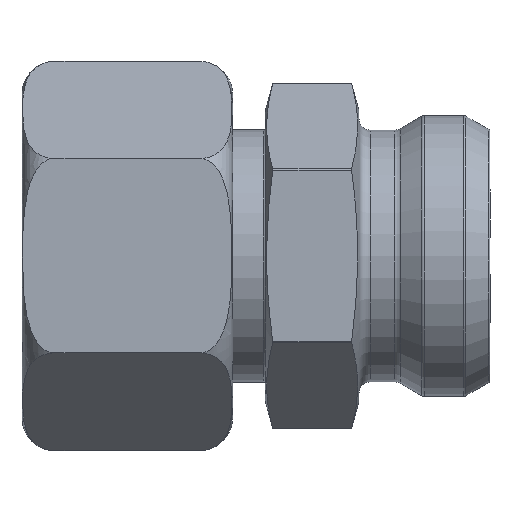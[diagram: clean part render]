
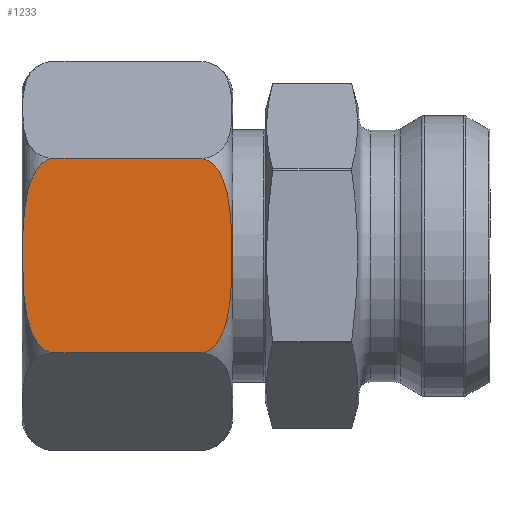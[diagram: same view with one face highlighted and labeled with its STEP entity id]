
A CAD part, top view. The second image highlights one B-rep face of the part: STEP entity #1233.
In plain terms, the highlighted face is planar.
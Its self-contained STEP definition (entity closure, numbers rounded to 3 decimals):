
#564=LINE('',#7434,#756);
#565=LINE('',#7436,#757);
#756=VECTOR('',#5302,1.);
#757=VECTOR('',#5305,1.);
#994=FACE_OUTER_BOUND('',#1880,.T.);
#1233=ADVANCED_FACE('',(#994),#1488,.F.);
#1488=PLANE('',#4971);
#1880=EDGE_LOOP('',(#2392,#2393,#2394,#2395));
#2392=ORIENTED_EDGE('',*,*,#4100,.T.);
#2393=ORIENTED_EDGE('',*,*,#4073,.T.);
#2394=ORIENTED_EDGE('',*,*,#4101,.F.);
#2395=ORIENTED_EDGE('',*,*,#4079,.T.);
#3630=VERTEX_POINT('',#7155);
#3631=VERTEX_POINT('',#7174);
#3636=VERTEX_POINT('',#7270);
#3637=VERTEX_POINT('',#7289);
#4073=EDGE_CURVE('',#3631,#3630,#4710,.T.);
#4079=EDGE_CURVE('',#3637,#3636,#4716,.T.);
#4100=EDGE_CURVE('',#3636,#3631,#564,.T.);
#4101=EDGE_CURVE('',#3637,#3630,#565,.T.);
#4710=B_SPLINE_CURVE_WITH_KNOTS('',3,(#7156,#7157,#7158,#7159,#7160,#7161,
#7162,#7163,#7164,#7165,#7166,#7167,#7168,#7169,#7170,#7171,#7172,#7173),
 .UNSPECIFIED.,.F.,.F.,(4,2,2,2,2,2,2,2,4),(0.,0.062,0.125,
0.25,0.5,0.75,0.875,0.938,1.),.UNSPECIFIED.);
#4716=B_SPLINE_CURVE_WITH_KNOTS('',3,(#7271,#7272,#7273,#7274,#7275,#7276,
#7277,#7278,#7279,#7280,#7281,#7282,#7283,#7284,#7285,#7286,#7287,#7288),
 .UNSPECIFIED.,.F.,.F.,(4,2,2,2,2,2,2,2,4),(0.,0.063,0.125,0.25,0.5,0.75,
0.875,0.938,1.),.UNSPECIFIED.);
#4971=AXIS2_PLACEMENT_3D('',#7437,#5306,#5307);
#5302=DIRECTION('',(-1.,0.,0.));
#5305=DIRECTION('',(-1.,0.,0.));
#5306=DIRECTION('',(0.,-1.,0.));
#5307=DIRECTION('',(0.,0.,-1.));
#7155=CARTESIAN_POINT('',(3.306,18.,10.392));
#7156=CARTESIAN_POINT('',(3.306,18.,-10.392));
#7157=CARTESIAN_POINT('',(2.821,18.,-10.338));
#7158=CARTESIAN_POINT('',(2.376,18.,-10.077));
#7159=CARTESIAN_POINT('',(1.676,18.,-9.395));
#7160=CARTESIAN_POINT('',(1.412,18.,-8.983));
#7161=CARTESIAN_POINT('',(0.766,18.,-7.667));
#7162=CARTESIAN_POINT('',(0.544,18.,-6.723));
#7163=CARTESIAN_POINT('',(0.09,18.,-3.849));
#7164=CARTESIAN_POINT('',(0.072,18.,-1.907));
#7165=CARTESIAN_POINT('',(0.073,18.,1.944));
#7166=CARTESIAN_POINT('',(0.092,18.,3.867));
#7167=CARTESIAN_POINT('',(0.544,18.,6.718));
#7168=CARTESIAN_POINT('',(0.769,18.,7.675));
#7169=CARTESIAN_POINT('',(1.414,18.,8.988));
#7170=CARTESIAN_POINT('',(1.678,18.,9.397));
#7171=CARTESIAN_POINT('',(2.378,18.,10.079));
#7172=CARTESIAN_POINT('',(2.822,18.,10.338));
#7173=CARTESIAN_POINT('',(3.306,18.,10.392));
#7174=CARTESIAN_POINT('',(3.306,18.,-10.392));
#7270=CARTESIAN_POINT('',(19.194,18.,-10.392));
#7271=CARTESIAN_POINT('',(19.194,18.,10.392));
#7272=CARTESIAN_POINT('',(19.679,18.,10.338));
#7273=CARTESIAN_POINT('',(20.124,18.,10.077));
#7274=CARTESIAN_POINT('',(20.824,18.,9.395));
#7275=CARTESIAN_POINT('',(21.088,18.,8.983));
#7276=CARTESIAN_POINT('',(21.734,18.,7.667));
#7277=CARTESIAN_POINT('',(21.956,18.,6.723));
#7278=CARTESIAN_POINT('',(22.41,18.,3.849));
#7279=CARTESIAN_POINT('',(22.428,18.,1.907));
#7280=CARTESIAN_POINT('',(22.427,18.,-1.944));
#7281=CARTESIAN_POINT('',(22.408,18.,-3.867));
#7282=CARTESIAN_POINT('',(21.956,18.,-6.718));
#7283=CARTESIAN_POINT('',(21.731,18.,-7.675));
#7284=CARTESIAN_POINT('',(21.086,18.,-8.988));
#7285=CARTESIAN_POINT('',(20.822,18.,-9.397));
#7286=CARTESIAN_POINT('',(20.122,18.,-10.079));
#7287=CARTESIAN_POINT('',(19.678,18.,-10.338));
#7288=CARTESIAN_POINT('',(19.194,18.,-10.392));
#7289=CARTESIAN_POINT('',(19.194,18.,10.392));
#7434=CARTESIAN_POINT('',(25.,18.,-10.392));
#7436=CARTESIAN_POINT('',(25.,18.,10.392));
#7437=CARTESIAN_POINT('',(25.,18.,-10.392));
